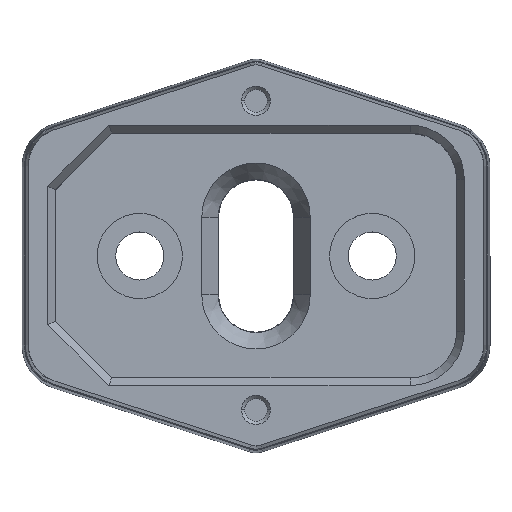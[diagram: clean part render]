
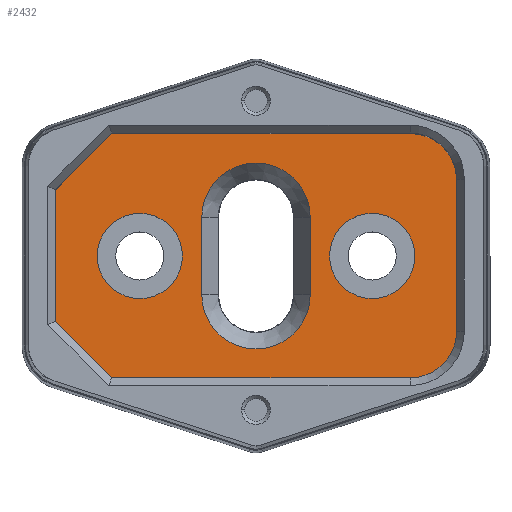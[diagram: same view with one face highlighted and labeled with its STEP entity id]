
A CAD part, top view. The second image highlights one B-rep face of the part: STEP entity #2432.
In plain terms, the highlighted planar face has unit normal (0, 0, 1).
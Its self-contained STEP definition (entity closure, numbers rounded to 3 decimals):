
#27 = CARTESIAN_POINT ( 'NONE',  ( 7.932, 26.534, 3.424 ) ) ;
#47 = EDGE_CURVE ( 'NONE', #3524, #287, #6371, .T. ) ;
#103 = AXIS2_PLACEMENT_3D ( 'NONE', #1775, #645, #3303 ) ;
#186 = ORIENTED_EDGE ( 'NONE', *, *, #3804, .T. ) ;
#193 = CARTESIAN_POINT ( 'NONE',  ( 29.932, 21.534, 3.424 ) ) ;
#282 = CARTESIAN_POINT ( 'NONE',  ( 0., 10.734, 3.424 ) ) ;
#287 = VERTEX_POINT ( 'NONE', #193 ) ;
#305 = VECTOR ( 'NONE', #1181, 1000. ) ;
#437 = CIRCLE ( 'NONE', #4243, 5.5 ) ;
#507 = VERTEX_POINT ( 'NONE', #2666 ) ;
#557 = CARTESIAN_POINT ( 'NONE',  ( 22.932, 31.534, 3.424 ) ) ;
#565 = AXIS2_PLACEMENT_3D ( 'NONE', #5990, #2121, #6377 ) ;
#593 = DIRECTION ( 'NONE',  ( -1., 0., 0. ) ) ;
#595 = EDGE_CURVE ( 'NONE', #6023, #4631, #5203, .T. ) ;
#645 = DIRECTION ( 'NONE',  ( 0., 0., -1. ) ) ;
#658 = CARTESIAN_POINT ( 'NONE',  ( 43.432, 26.534, 3.424 ) ) ;
#671 = AXIS2_PLACEMENT_3D ( 'NONE', #5177, #4133, #5696 ) ;
#677 = CIRCLE ( 'NONE', #565, 5.5 ) ;
#718 = EDGE_CURVE ( 'NONE', #5617, #507, #3954, .T. ) ;
#743 = ORIENTED_EDGE ( 'NONE', *, *, #6359, .T. ) ;
#831 = CARTESIAN_POINT ( 'NONE',  ( 48.832, 0., 3.424 ) ) ;
#859 = ORIENTED_EDGE ( 'NONE', *, *, #595, .T. ) ;
#925 = CARTESIAN_POINT ( 'NONE',  ( 37.932, 26.534, 3.424 ) ) ;
#947 = ORIENTED_EDGE ( 'NONE', *, *, #47, .T. ) ;
#956 = CARTESIAN_POINT ( 'NONE',  ( 42.832, 10.734, 3.424 ) ) ;
#985 = ORIENTED_EDGE ( 'NONE', *, *, #4780, .T. ) ;
#994 = VECTOR ( 'NONE', #6845, 1000. ) ;
#1181 = DIRECTION ( 'NONE',  ( -0.707, -0.707, 0. ) ) ;
#1184 = DIRECTION ( 'NONE',  ( 0., 1., 0. ) ) ;
#1197 = EDGE_LOOP ( 'NONE', ( #947, #985, #5233, #6384 ) ) ;
#1201 = CARTESIAN_POINT ( 'NONE',  ( 48.832, 36.334, 3.424 ) ) ;
#1227 = VERTEX_POINT ( 'NONE', #658 ) ;
#1337 = LINE ( 'NONE', #3478, #2375 ) ;
#1361 = LINE ( 'NONE', #831, #994 ) ;
#1367 = EDGE_CURVE ( 'NONE', #4631, #4431, #1982, .T. ) ;
#1418 = ORIENTED_EDGE ( 'NONE', *, *, #5290, .F. ) ;
#1462 = CARTESIAN_POINT ( 'NONE',  ( 42.832, 16.734, 3.424 ) ) ;
#1480 = DIRECTION ( 'NONE',  ( 0., -1., 0. ) ) ;
#1486 = DIRECTION ( 'NONE',  ( 0., 0., 1. ) ) ;
#1562 = CIRCLE ( 'NONE', #2363, 7. ) ;
#1590 = CARTESIAN_POINT ( 'NONE',  ( 29.932, 15.034, 3.424 ) ) ;
#1617 = EDGE_CURVE ( 'NONE', #3644, #6395, #4445, .T. ) ;
#1685 = VECTOR ( 'NONE', #1480, 1000. ) ;
#1695 = EDGE_LOOP ( 'NONE', ( #5756, #2840 ) ) ;
#1775 = CARTESIAN_POINT ( 'NONE',  ( -1.468, 15.034, 3.424 ) ) ;
#1801 = CIRCLE ( 'NONE', #671, 7. ) ;
#1826 = ORIENTED_EDGE ( 'NONE', *, *, #718, .T. ) ;
#1843 = ORIENTED_EDGE ( 'NONE', *, *, #4096, .T. ) ;
#1855 = VERTEX_POINT ( 'NONE', #3258 ) ;
#1892 = VERTEX_POINT ( 'NONE', #2105 ) ;
#1945 = CARTESIAN_POINT ( 'NONE',  ( 4.321, 42.334, 3.424 ) ) ;
#1982 = CIRCLE ( 'NONE', #6329, 6. ) ;
#2055 = CARTESIAN_POINT ( 'NONE',  ( 15.932, 21.534, 3.424 ) ) ;
#2105 = CARTESIAN_POINT ( 'NONE',  ( 15.932, 31.534, 3.424 ) ) ;
#2121 = DIRECTION ( 'NONE',  ( 0., 0., 1. ) ) ;
#2231 = AXIS2_PLACEMENT_3D ( 'NONE', #6862, #5252, #4658 ) ;
#2253 = CARTESIAN_POINT ( 'NONE',  ( 32.432, 26.534, 3.424 ) ) ;
#2336 = AXIS2_PLACEMENT_3D ( 'NONE', #27, #5222, #3167 ) ;
#2363 = AXIS2_PLACEMENT_3D ( 'NONE', #557, #2701, #593 ) ;
#2375 = VECTOR ( 'NONE', #5605, 1000. ) ;
#2432 = ADVANCED_FACE ( 'NONE', ( #3973, #3837, #4952, #6553 ), #5989, .F. ) ;
#2499 = CARTESIAN_POINT ( 'NONE',  ( -2.968, 0., 3.424 ) ) ;
#2548 = DIRECTION ( 'NONE',  ( 1., 0., 0. ) ) ;
#2666 = CARTESIAN_POINT ( 'NONE',  ( -2.968, 35.045, 3.424 ) ) ;
#2696 = EDGE_LOOP ( 'NONE', ( #1843, #743, #186, #1826, #3991, #3386, #859, #3882 ) ) ;
#2701 = DIRECTION ( 'NONE',  ( 0., 0., -1. ) ) ;
#2840 = ORIENTED_EDGE ( 'NONE', *, *, #3155, .F. ) ;
#2905 = CIRCLE ( 'NONE', #2231, 5.5 ) ;
#3122 = VERTEX_POINT ( 'NONE', #1201 ) ;
#3155 = EDGE_CURVE ( 'NONE', #3325, #1227, #2905, .T. ) ;
#3163 = DIRECTION ( 'NONE',  ( 0., -1., 0. ) ) ;
#3167 = DIRECTION ( 'NONE',  ( 1., 0., 0. ) ) ;
#3178 = DIRECTION ( 'NONE',  ( -1., 0., 0. ) ) ;
#3258 = CARTESIAN_POINT ( 'NONE',  ( 42.832, 42.334, 3.424 ) ) ;
#3303 = DIRECTION ( 'NONE',  ( -1., 0., 0. ) ) ;
#3325 = VERTEX_POINT ( 'NONE', #2253 ) ;
#3386 = ORIENTED_EDGE ( 'NONE', *, *, #5934, .T. ) ;
#3403 = CARTESIAN_POINT ( 'NONE',  ( 29.932, 31.534, 3.424 ) ) ;
#3478 = CARTESIAN_POINT ( 'NONE',  ( 7.527, 7.527, 3.424 ) ) ;
#3524 = VERTEX_POINT ( 'NONE', #3403 ) ;
#3555 = CARTESIAN_POINT ( 'NONE',  ( 48.832, 16.734, 3.424 ) ) ;
#3592 = DIRECTION ( 'NONE',  ( 0., 0., 1. ) ) ;
#3639 = LINE ( 'NONE', #5761, #4026 ) ;
#3644 = VERTEX_POINT ( 'NONE', #4619 ) ;
#3763 = CARTESIAN_POINT ( 'NONE',  ( -2.968, 18.023, 3.424 ) ) ;
#3767 = VECTOR ( 'NONE', #3163, 1000. ) ;
#3773 = VECTOR ( 'NONE', #2548, 1000. ) ;
#3804 = EDGE_CURVE ( 'NONE', #1855, #5617, #4331, .T. ) ;
#3816 = CARTESIAN_POINT ( 'NONE',  ( -19.006, 19.006, 3.424 ) ) ;
#3837 = FACE_BOUND ( 'NONE', #1695, .T. ) ;
#3882 = ORIENTED_EDGE ( 'NONE', *, *, #1367, .T. ) ;
#3918 = VECTOR ( 'NONE', #3178, 1000. ) ;
#3954 = LINE ( 'NONE', #3816, #305 ) ;
#3973 = FACE_BOUND ( 'NONE', #1197, .T. ) ;
#3991 = ORIENTED_EDGE ( 'NONE', *, *, #5516, .T. ) ;
#4026 = VECTOR ( 'NONE', #1184, 1000. ) ;
#4096 = EDGE_CURVE ( 'NONE', #4431, #3122, #1361, .T. ) ;
#4112 = EDGE_LOOP ( 'NONE', ( #4237, #1418 ) ) ;
#4133 = DIRECTION ( 'NONE',  ( 0., 0., -1. ) ) ;
#4138 = VERTEX_POINT ( 'NONE', #2055 ) ;
#4213 = CARTESIAN_POINT ( 'NONE',  ( 2.432, 26.534, 3.424 ) ) ;
#4237 = ORIENTED_EDGE ( 'NONE', *, *, #1617, .F. ) ;
#4243 = AXIS2_PLACEMENT_3D ( 'NONE', #925, #1486, #5124 ) ;
#4331 = LINE ( 'NONE', #5861, #3918 ) ;
#4359 = EDGE_CURVE ( 'NONE', #1227, #3325, #437, .T. ) ;
#4366 = AXIS2_PLACEMENT_3D ( 'NONE', #6764, #3592, #6799 ) ;
#4431 = VERTEX_POINT ( 'NONE', #3555 ) ;
#4445 = CIRCLE ( 'NONE', #2336, 5.5 ) ;
#4619 = CARTESIAN_POINT ( 'NONE',  ( 13.432, 26.534, 3.424 ) ) ;
#4626 = VERTEX_POINT ( 'NONE', #3763 ) ;
#4631 = VERTEX_POINT ( 'NONE', #956 ) ;
#4658 = DIRECTION ( 'NONE',  ( 1., 0., 0. ) ) ;
#4780 = EDGE_CURVE ( 'NONE', #287, #4138, #1801, .T. ) ;
#4952 = FACE_BOUND ( 'NONE', #4112, .T. ) ;
#4954 = EDGE_CURVE ( 'NONE', #1892, #3524, #1562, .T. ) ;
#5124 = DIRECTION ( 'NONE',  ( 1., 0., 0. ) ) ;
#5177 = CARTESIAN_POINT ( 'NONE',  ( 22.932, 21.534, 3.424 ) ) ;
#5196 = DIRECTION ( 'NONE',  ( -1., 0., 0. ) ) ;
#5203 = LINE ( 'NONE', #282, #3773 ) ;
#5222 = DIRECTION ( 'NONE',  ( 0., 0., 1. ) ) ;
#5233 = ORIENTED_EDGE ( 'NONE', *, *, #6713, .T. ) ;
#5252 = DIRECTION ( 'NONE',  ( 0., 0., 1. ) ) ;
#5290 = EDGE_CURVE ( 'NONE', #6395, #3644, #677, .T. ) ;
#5516 = EDGE_CURVE ( 'NONE', #507, #4626, #6260, .T. ) ;
#5605 = DIRECTION ( 'NONE',  ( 0.707, -0.707, 0. ) ) ;
#5617 = VERTEX_POINT ( 'NONE', #1945 ) ;
#5696 = DIRECTION ( 'NONE',  ( -1., 0., 0. ) ) ;
#5756 = ORIENTED_EDGE ( 'NONE', *, *, #4359, .F. ) ;
#5761 = CARTESIAN_POINT ( 'NONE',  ( 15.932, 15.034, 3.424 ) ) ;
#5861 = CARTESIAN_POINT ( 'NONE',  ( 0., 42.334, 3.424 ) ) ;
#5934 = EDGE_CURVE ( 'NONE', #4626, #6023, #1337, .T. ) ;
#5989 = PLANE ( 'NONE',  #103 ) ;
#5990 = CARTESIAN_POINT ( 'NONE',  ( 7.932, 26.534, 3.424 ) ) ;
#6023 = VERTEX_POINT ( 'NONE', #6822 ) ;
#6144 = DIRECTION ( 'NONE',  ( 0., 0., 1. ) ) ;
#6260 = LINE ( 'NONE', #2499, #1685 ) ;
#6329 = AXIS2_PLACEMENT_3D ( 'NONE', #1462, #6144, #5196 ) ;
#6359 = EDGE_CURVE ( 'NONE', #3122, #1855, #6600, .T. ) ;
#6371 = LINE ( 'NONE', #1590, #3767 ) ;
#6377 = DIRECTION ( 'NONE',  ( 1., 0., 0. ) ) ;
#6384 = ORIENTED_EDGE ( 'NONE', *, *, #4954, .T. ) ;
#6395 = VERTEX_POINT ( 'NONE', #4213 ) ;
#6553 = FACE_OUTER_BOUND ( 'NONE', #2696, .T. ) ;
#6600 = CIRCLE ( 'NONE', #4366, 6. ) ;
#6713 = EDGE_CURVE ( 'NONE', #4138, #1892, #3639, .T. ) ;
#6764 = CARTESIAN_POINT ( 'NONE',  ( 42.832, 36.334, 3.424 ) ) ;
#6799 = DIRECTION ( 'NONE',  ( -1., 0., 0. ) ) ;
#6822 = CARTESIAN_POINT ( 'NONE',  ( 4.321, 10.734, 3.424 ) ) ;
#6845 = DIRECTION ( 'NONE',  ( 0., 1., 0. ) ) ;
#6862 = CARTESIAN_POINT ( 'NONE',  ( 37.932, 26.534, 3.424 ) ) ;
